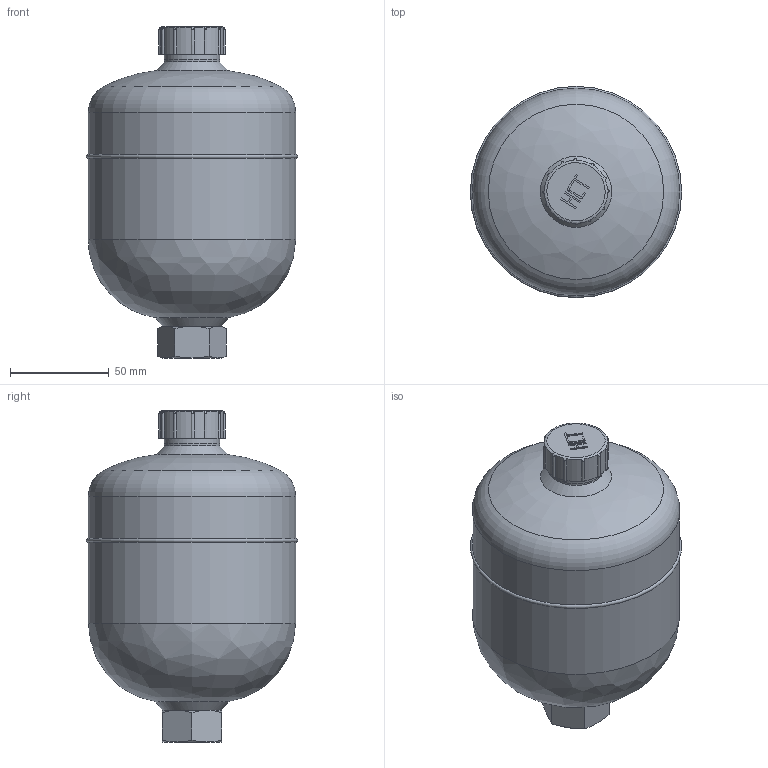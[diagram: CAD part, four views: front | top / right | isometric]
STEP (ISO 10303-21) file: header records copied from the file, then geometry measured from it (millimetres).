
FILE_DESCRIPTION( ( 'HMS STEP-File Kundenversion ' ), '1' );
FILE_NAME( 'HENNLICH_HMS-05-210-1002___0,5L-210bar-AA.stp', '27.10.2015', ( 'O.Gabriel' ), ( 'HENNLICH - HCT GmbH' ), 'PSStep 17.0.49', 'Solid Edge', ' ' );
FILE_SCHEMA( ( 'AUTOMOTIVE_DESIGN { 1 0 10303 214 1 1 1 1 }' ) );
Length unit declared in the file: millimetre
Products named in the file (1): 1
Bounding box: 106.98 x 106.98 x 168.1 mm (x, y, z)
Volume: 247560.3 mm3; surface area: 96972.8 mm2
Topology: 1 solids, 4 shells, 143 faces, 356 edges, 231 vertices
Faces by surface type: plane 70, cylinder 41, cone 16, bspline 7, torus 5, extrusion 4
Full cylindrical faces by diameter (mm): 6.647 x1, 9 x1, 12 x1, 13.5 x1, 18.631 x2, 25.8 x1, 26.376 x1, 28 x3, 29.52 x1, 30 x2, 95 x1, 105 x2
Entity records: 5904 total; most frequent: CARTESIAN_POINT 1603, DIRECTION 618, ORIENTED_EDGE 616, EDGE_CURVE 308, AXIS2_PLACEMENT_3D 221, VERTEX_POINT 216, EDGE_LOOP 191, VECTOR 176
